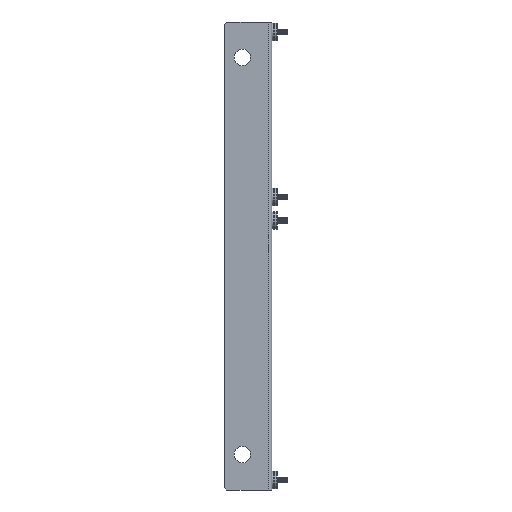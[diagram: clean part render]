
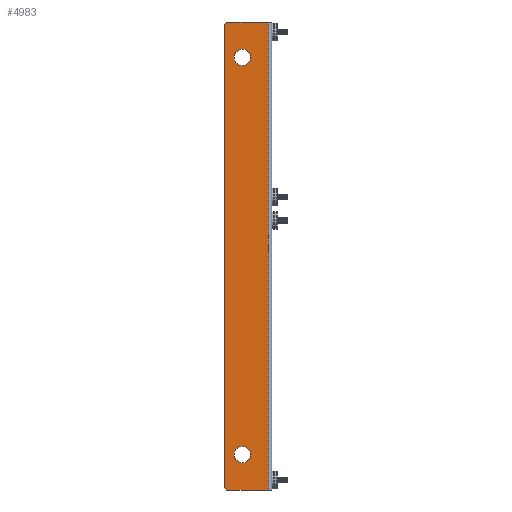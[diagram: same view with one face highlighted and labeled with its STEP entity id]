
A CAD part, left-side view. The second image highlights one B-rep face of the part: STEP entity #4983.
In plain terms, the highlighted planar face has unit normal (-1, 0, 0).
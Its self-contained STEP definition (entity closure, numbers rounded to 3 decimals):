
#4983=ADVANCED_FACE('',(#9184,#9185,#9186),#9187,.T.);
#9184=FACE_BOUND('',#13076,.T.);
#9185=FACE_BOUND('',#13077,.T.);
#9186=FACE_OUTER_BOUND('',#13078,.T.);
#9187=PLANE('',#13079);
#13076=EDGE_LOOP('',(#23247,#23248));
#13077=EDGE_LOOP('',(#23249,#23250));
#13078=EDGE_LOOP('',(#23251,#23252,#23253,#23254,#23255,#23256));
#13079=AXIS2_PLACEMENT_3D('',#23257,#23258,#23259);
#23247=ORIENTED_EDGE('',*,*,#27064,.T.);
#23248=ORIENTED_EDGE('',*,*,#27066,.T.);
#23249=ORIENTED_EDGE('',*,*,#27059,.T.);
#23250=ORIENTED_EDGE('',*,*,#27069,.T.);
#23251=ORIENTED_EDGE('',*,*,#27074,.T.);
#23252=ORIENTED_EDGE('',*,*,#27083,.T.);
#23253=ORIENTED_EDGE('',*,*,#27133,.F.);
#23254=ORIENTED_EDGE('',*,*,#27115,.F.);
#23255=ORIENTED_EDGE('',*,*,#27091,.T.);
#23256=ORIENTED_EDGE('',*,*,#27094,.T.);
#23257=CARTESIAN_POINT('',(0.0,87.0,992.0));
#23258=DIRECTION('',(-1.0,0.0,0.0));
#23259=DIRECTION('',(0.0,1.0,0.0));
#27059=EDGE_CURVE('',#32367,#32371,#32373,.T.);
#27064=EDGE_CURVE('',#32376,#32380,#32382,.T.);
#27066=EDGE_CURVE('',#32380,#32376,#32384,.T.);
#27069=EDGE_CURVE('',#32371,#32367,#32387,.T.);
#27074=EDGE_CURVE('',#32395,#32393,#32396,.T.);
#27083=EDGE_CURVE('',#32393,#32409,#32411,.T.);
#27091=EDGE_CURVE('',#32423,#32421,#32424,.T.);
#27094=EDGE_CURVE('',#32421,#32395,#32427,.T.);
#27115=EDGE_CURVE('',#32423,#32455,#32456,.T.);
#27133=EDGE_CURVE('',#32455,#32409,#32475,.T.);
#32367=VERTEX_POINT('',#39881);
#32371=VERTEX_POINT('',#39886);
#32373=CIRCLE('',#39889,17.5);
#32376=VERTEX_POINT('',#39892);
#32380=VERTEX_POINT('',#39897);
#32382=CIRCLE('',#39900,17.5);
#32384=CIRCLE('',#39902,17.5);
#32387=CIRCLE('',#39905,17.5);
#32393=VERTEX_POINT('',#39912);
#32395=VERTEX_POINT('',#39915);
#32396=LINE('',#39916,#39917);
#32409=VERTEX_POINT('',#39935);
#32411=LINE('',#39937,#39938);
#32421=VERTEX_POINT('',#39952);
#32423=VERTEX_POINT('',#39955);
#32424=LINE('',#39956,#39957);
#32427=LINE('',#39961,#39962);
#32455=VERTEX_POINT('',#40000);
#32456=LINE('',#40001,#40002);
#32475=LINE('',#40023,#40024);
#39881=CARTESIAN_POINT('',(0.0,95.5,899.5));
#39886=CARTESIAN_POINT('',(0.0,95.5,934.5));
#39889=AXIS2_PLACEMENT_3D('',#45113,#45114,#45115);
#39892=CARTESIAN_POINT('',(0.0,95.5,57.5));
#39897=CARTESIAN_POINT('',(0.0,95.5,92.5));
#39900=AXIS2_PLACEMENT_3D('',#45121,#45122,#45123);
#39902=AXIS2_PLACEMENT_3D('',#45124,#45125,#45126);
#39905=AXIS2_PLACEMENT_3D('',#45130,#45131,#45132);
#39912=CARTESIAN_POINT('',(0.0,128.0,0.0));
#39915=CARTESIAN_POINT('',(0.0,133.0,5.));
#39916=CARTESIAN_POINT('',(0.0,367.518,239.518));
#39917=VECTOR('',#45138,1.0);
#39935=CARTESIAN_POINT('',(0.0,41.0,0.0));
#39937=CARTESIAN_POINT('',(0.0,133.0,0.0));
#39938=VECTOR('',#45150,1.0);
#39952=CARTESIAN_POINT('',(0.0,133.0,987.0));
#39955=CARTESIAN_POINT('',(0.0,128.0,992.0));
#39956=CARTESIAN_POINT('',(0.0,119.518,1000.482));
#39957=VECTOR('',#45156,1.0);
#39961=CARTESIAN_POINT('',(0.0,133.0,992.0));
#39962=VECTOR('',#45158,1.0);
#40000=CARTESIAN_POINT('',(0.0,41.0,992.0));
#40001=CARTESIAN_POINT('',(0.0,133.0,992.0));
#40002=VECTOR('',#45187,1.0);
#40023=CARTESIAN_POINT('',(0.0,41.0,992.0));
#40024=VECTOR('',#45214,1.0);
#45113=CARTESIAN_POINT('',(0.0,95.5,917.0));
#45114=DIRECTION('',(1.0,0.0,0.0));
#45115=DIRECTION('',(0.0,0.0,-1.0));
#45121=CARTESIAN_POINT('',(0.0,95.5,75.0));
#45122=DIRECTION('',(1.0,0.0,0.0));
#45123=DIRECTION('',(0.0,0.0,-1.0));
#45124=CARTESIAN_POINT('',(0.0,95.5,75.0));
#45125=DIRECTION('',(1.0,0.0,0.0));
#45126=DIRECTION('',(0.0,0.0,-1.0));
#45130=CARTESIAN_POINT('',(0.0,95.5,917.0));
#45131=DIRECTION('',(1.0,0.0,0.0));
#45132=DIRECTION('',(0.0,0.0,-1.0));
#45138=DIRECTION('',(0.0,-0.707,-0.707));
#45150=DIRECTION('',(0.0,-1.0,0.0));
#45156=DIRECTION('',(0.0,0.707,-0.707));
#45158=DIRECTION('',(0.0,0.0,-1.0));
#45187=DIRECTION('',(0.0,-1.0,0.0));
#45214=DIRECTION('',(0.0,0.0,-1.0));
